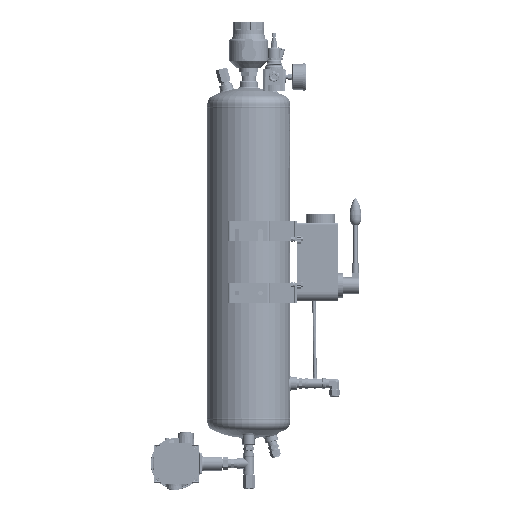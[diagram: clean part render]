
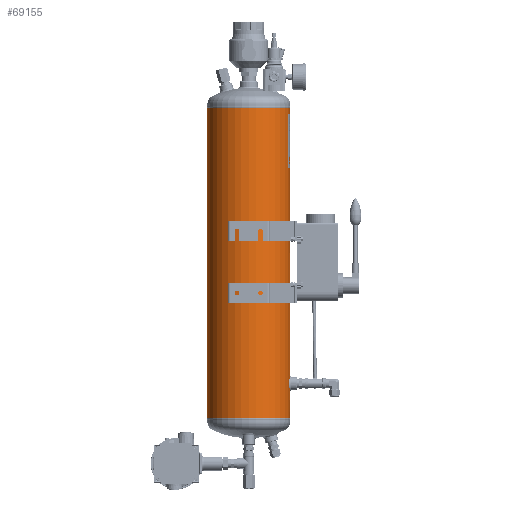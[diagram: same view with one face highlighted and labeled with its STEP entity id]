
A CAD part, left-side view. The second image highlights one B-rep face of the part: STEP entity #69155.
In plain terms, the highlighted cylindrical face has radius 100 mm (diameter 200 mm), a partial arc.
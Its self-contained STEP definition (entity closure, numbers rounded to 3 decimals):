
#4444=B_SPLINE_CURVE_WITH_KNOTS('',3,(#114764,#114765,#114766,#114767,#114768,
#114769,#114770,#114771,#114772,#114773,#114774),.UNSPECIFIED.,.T.,.F.,
(1,1,1,1,1,1,1,1,1,1,1,1,1,1,1),(-0.012,-0.008,
-0.004,0.,0.004,0.008,0.012,
0.016,0.02,0.023,0.027,
0.031,0.035,0.039,0.043),
 .UNSPECIFIED.);
#4445=B_SPLINE_CURVE_WITH_KNOTS('',3,(#114776,#114777,#114778,#114779,#114780,
#114781,#114782,#114783,#114784,#114785,#114786),.UNSPECIFIED.,.T.,.F.,
(1,1,1,1,1,1,1,1,1,1,1,1,1,1,1),(-0.012,-0.008,
-0.004,0.,0.004,0.008,0.012,
0.016,0.02,0.023,0.027,
0.031,0.035,0.039,0.043),
 .UNSPECIFIED.);
#4446=B_SPLINE_CURVE_WITH_KNOTS('',3,(#114788,#114789,#114790,#114791,#114792,
#114793,#114794,#114795,#114796,#114797,#114798,#114799,#114800,#114801,
#114802,#114803,#114804,#114805,#114806),.UNSPECIFIED.,.T.,.F.,(1,1,1,1,
1,1,1,1,1,1,1,1,1,1,1,1,1,1,1,1,1,1,1),(-0.018,-0.012,
-0.006,0.,0.006,0.012,
0.018,0.023,0.029,0.035,
0.041,0.047,0.053,0.059,
0.065,0.07,0.076,0.082,
0.088,0.094,0.1,0.106,
0.112),.UNSPECIFIED.);
#7114=LINE('',#114808,#11463);
#7115=LINE('',#114813,#11464);
#11463=VECTOR('',#95188,1000.);
#11464=VECTOR('',#95191,1000.);
#15817=ORIENTED_EDGE('',*,*,#36599,.T.);
#15818=ORIENTED_EDGE('',*,*,#36600,.T.);
#15819=ORIENTED_EDGE('',*,*,#36601,.T.);
#15820=ORIENTED_EDGE('',*,*,#36602,.T.);
#15821=ORIENTED_EDGE('',*,*,#36603,.T.);
#15822=ORIENTED_EDGE('',*,*,#36604,.F.);
#15823=ORIENTED_EDGE('',*,*,#36605,.F.);
#36599=EDGE_CURVE('',#46990,#46990,#4444,.T.);
#36600=EDGE_CURVE('',#46991,#46991,#4445,.T.);
#36601=EDGE_CURVE('',#46992,#46992,#4446,.T.);
#36602=EDGE_CURVE('',#46993,#46994,#7114,.T.);
#36603=EDGE_CURVE('',#46994,#46995,#54025,.T.);
#36604=EDGE_CURVE('',#46996,#46995,#7115,.T.);
#36605=EDGE_CURVE('',#46993,#46996,#54026,.T.);
#46990=VERTEX_POINT('',#114775);
#46991=VERTEX_POINT('',#114787);
#46992=VERTEX_POINT('',#114807);
#46993=VERTEX_POINT('',#114809);
#46994=VERTEX_POINT('',#114810);
#46995=VERTEX_POINT('',#114812);
#46996=VERTEX_POINT('',#114814);
#54025=CIRCLE('',#87589,100.);
#54026=CIRCLE('',#87590,100.);
#56941=EDGE_LOOP('',(#15817));
#56942=EDGE_LOOP('',(#15818));
#56943=EDGE_LOOP('',(#15819));
#56944=EDGE_LOOP('',(#15820,#15821,#15822,#15823));
#62461=FACE_BOUND('',#56941,.T.);
#62462=FACE_BOUND('',#56942,.T.);
#62463=FACE_BOUND('',#56943,.T.);
#62464=FACE_BOUND('',#56944,.T.);
#67981=CYLINDRICAL_SURFACE('',#87588,100.);
#69155=ADVANCED_FACE('',(#62461,#62462,#62463,#62464),#67981,.T.);
#87588=AXIS2_PLACEMENT_3D('',#114763,#95186,#95187);
#87589=AXIS2_PLACEMENT_3D('',#114811,#95189,#95190);
#87590=AXIS2_PLACEMENT_3D('',#114815,#95192,#95193);
#95186=DIRECTION('',(0.,-1.,0.));
#95187=DIRECTION('',(0.,0.,-1.));
#95188=DIRECTION('',(0.,-1.,0.));
#95189=DIRECTION('',(0.,1.,0.));
#95190=DIRECTION('',(1.,0.,0.));
#95191=DIRECTION('',(0.,-1.,0.));
#95192=DIRECTION('',(0.,1.,0.));
#95193=DIRECTION('',(1.,0.,0.));
#114763=CARTESIAN_POINT('',(0.,750.,0.));
#114764=CARTESIAN_POINT('',(-3.915,48.922,-99.938));
#114765=CARTESIAN_POINT('',(-5.542,44.999,-99.844));
#114766=CARTESIAN_POINT('',(-3.916,41.082,-99.938));
#114767=CARTESIAN_POINT('',(-0.004,39.46,-100.031));
#114768=CARTESIAN_POINT('',(3.917,41.079,-99.938));
#114769=CARTESIAN_POINT('',(5.54,44.999,-99.844));
#114770=CARTESIAN_POINT('',(3.922,48.913,-99.937));
#114771=CARTESIAN_POINT('',(0.006,50.541,-100.031));
#114772=CARTESIAN_POINT('',(-3.915,48.922,-99.938));
#114773=CARTESIAN_POINT('',(-5.542,44.999,-99.844));
#114774=CARTESIAN_POINT('',(-3.916,41.082,-99.938));
#114775=CARTESIAN_POINT('',(-5.,45.,-99.875));
#114776=CARTESIAN_POINT('',(-3.915,158.922,-99.938));
#114777=CARTESIAN_POINT('',(-5.542,154.999,-99.844));
#114778=CARTESIAN_POINT('',(-3.916,151.082,-99.938));
#114779=CARTESIAN_POINT('',(-0.004,149.46,-100.031));
#114780=CARTESIAN_POINT('',(3.917,151.079,-99.938));
#114781=CARTESIAN_POINT('',(5.54,154.999,-99.844));
#114782=CARTESIAN_POINT('',(3.922,158.913,-99.937));
#114783=CARTESIAN_POINT('',(0.006,160.541,-100.031));
#114784=CARTESIAN_POINT('',(-3.915,158.922,-99.938));
#114785=CARTESIAN_POINT('',(-5.542,154.999,-99.844));
#114786=CARTESIAN_POINT('',(-3.916,151.082,-99.938));
#114787=CARTESIAN_POINT('',(-5.,155.,-99.875));
#114788=CARTESIAN_POINT('',(-98.994,672.42,14.208));
#114789=CARTESIAN_POINT('',(-98.806,666.495,15.395));
#114790=CARTESIAN_POINT('',(-98.993,660.6,14.214));
#114791=CARTESIAN_POINT('',(-99.436,655.617,10.88));
#114792=CARTESIAN_POINT('',(-99.878,652.286,5.9));
#114793=CARTESIAN_POINT('',(-100.061,651.109,0.009));
#114794=CARTESIAN_POINT('',(-99.879,652.279,-5.887));
#114795=CARTESIAN_POINT('',(-99.437,655.615,-10.879));
#114796=CARTESIAN_POINT('',(-98.992,660.601,-14.215));
#114797=CARTESIAN_POINT('',(-98.807,666.494,-15.391));
#114798=CARTESIAN_POINT('',(-98.992,672.387,-14.219));
#114799=CARTESIAN_POINT('',(-99.435,677.371,-10.892));
#114800=CARTESIAN_POINT('',(-99.877,680.709,-5.914));
#114801=CARTESIAN_POINT('',(-100.061,681.893,-0.013));
#114802=CARTESIAN_POINT('',(-99.878,680.72,5.889));
#114803=CARTESIAN_POINT('',(-99.437,677.387,10.874));
#114804=CARTESIAN_POINT('',(-98.994,672.42,14.208));
#114805=CARTESIAN_POINT('',(-98.806,666.495,15.395));
#114806=CARTESIAN_POINT('',(-98.993,660.6,14.214));
#114807=CARTESIAN_POINT('',(-98.869,666.5,15.));
#114808=CARTESIAN_POINT('',(0.254,801.561,100.));
#114809=CARTESIAN_POINT('',(0.254,750.,100.));
#114810=CARTESIAN_POINT('',(0.254,0.,100.));
#114811=CARTESIAN_POINT('',(0.,0.,0.));
#114812=CARTESIAN_POINT('',(-0.254,0.,100.));
#114813=CARTESIAN_POINT('',(-0.254,801.561,100.));
#114814=CARTESIAN_POINT('',(-0.254,750.,100.));
#114815=CARTESIAN_POINT('',(0.,750.,0.));
